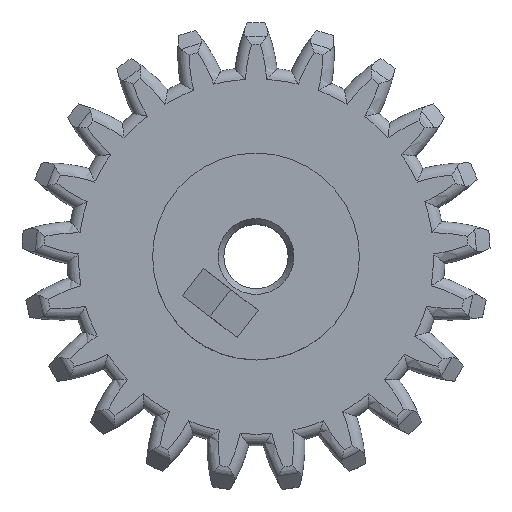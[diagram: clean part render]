
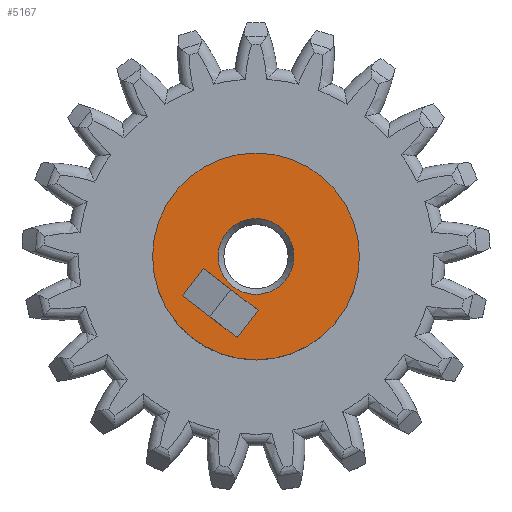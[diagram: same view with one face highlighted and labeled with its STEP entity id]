
A CAD part, top view. The second image highlights one B-rep face of the part: STEP entity #5167.
In plain terms, the highlighted planar face has unit normal (0, 0, 1).
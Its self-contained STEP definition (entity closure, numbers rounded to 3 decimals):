
#21=FACE_BOUND('',#961,.T.);
#22=FACE_BOUND('',#962,.T.);
#31=PLANE('',#5861);
#166=LINE('',#11453,#265);
#167=LINE('',#11455,#266);
#168=LINE('',#11457,#267);
#169=LINE('',#11458,#268);
#265=VECTOR('',#7306,3.);
#266=VECTOR('',#7307,6.);
#267=VECTOR('',#7308,3.);
#268=VECTOR('',#7309,6.);
#645=FACE_OUTER_BOUND('',#960,.T.);
#960=EDGE_LOOP('',(#4591));
#961=EDGE_LOOP('',(#4592,#4593,#4594,#4595));
#962=EDGE_LOOP('',(#4596));
#1721=CIRCLE('',#5860,3.3);
#1722=CIRCLE('',#5862,9.);
#2234=VERTEX_POINT('',#11446);
#2235=VERTEX_POINT('',#11449);
#2236=VERTEX_POINT('',#11451);
#2237=VERTEX_POINT('',#11452);
#2238=VERTEX_POINT('',#11454);
#2239=VERTEX_POINT('',#11456);
#3053=EDGE_CURVE('',#2234,#2234,#1721,.T.);
#3054=EDGE_CURVE('',#2235,#2235,#1722,.T.);
#3055=EDGE_CURVE('',#2236,#2237,#166,.T.);
#3056=EDGE_CURVE('',#2237,#2238,#167,.T.);
#3057=EDGE_CURVE('',#2238,#2239,#168,.T.);
#3058=EDGE_CURVE('',#2239,#2236,#169,.T.);
#4591=ORIENTED_EDGE('',*,*,#3054,.T.);
#4592=ORIENTED_EDGE('',*,*,#3055,.T.);
#4593=ORIENTED_EDGE('',*,*,#3056,.T.);
#4594=ORIENTED_EDGE('',*,*,#3057,.T.);
#4595=ORIENTED_EDGE('',*,*,#3058,.T.);
#4596=ORIENTED_EDGE('',*,*,#3053,.F.);
#5167=ADVANCED_FACE('',(#645,#21,#22),#31,.T.);
#5860=AXIS2_PLACEMENT_3D('',#11447,#7300,#7301);
#5861=AXIS2_PLACEMENT_3D('',#11448,#7302,#7303);
#5862=AXIS2_PLACEMENT_3D('',#11450,#7304,#7305);
#7300=DIRECTION('center_axis',(0.,0.,1.));
#7301=DIRECTION('ref_axis',(-1.,0.,0.));
#7302=DIRECTION('center_axis',(0.,0.,1.));
#7303=DIRECTION('ref_axis',(1.,0.,0.));
#7304=DIRECTION('center_axis',(0.,0.,1.));
#7305=DIRECTION('ref_axis',(-1.,0.,0.));
#7306=DIRECTION('',(-0.609,-0.793,0.));
#7307=DIRECTION('',(-0.793,0.609,0.));
#7308=DIRECTION('',(0.609,0.793,0.));
#7309=DIRECTION('',(0.793,-0.609,0.));
#11446=CARTESIAN_POINT('',(3.3,0.,17.));
#11447=CARTESIAN_POINT('Origin',(0.,0.,17.));
#11448=CARTESIAN_POINT('Origin',(0.,0.,
17.));
#11449=CARTESIAN_POINT('',(9.,0.,17.));
#11450=CARTESIAN_POINT('Origin',(0.,0.,17.));
#11451=CARTESIAN_POINT('',(0.186,-4.682,17.));
#11452=CARTESIAN_POINT('',(-1.642,-7.062,17.));
#11453=CARTESIAN_POINT('',(0.369,-4.445,17.));
#11454=CARTESIAN_POINT('',(-6.4,-3.406,17.));
#11455=CARTESIAN_POINT('',(-4.021,-5.234,17.));
#11456=CARTESIAN_POINT('',(-4.572,-1.027,17.));
#11457=CARTESIAN_POINT('',(-4.389,-0.789,17.));
#11458=CARTESIAN_POINT('',(-2.193,-2.855,17.));
